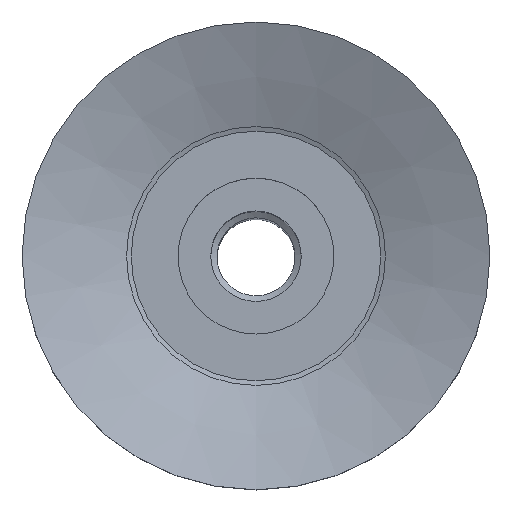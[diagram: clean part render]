
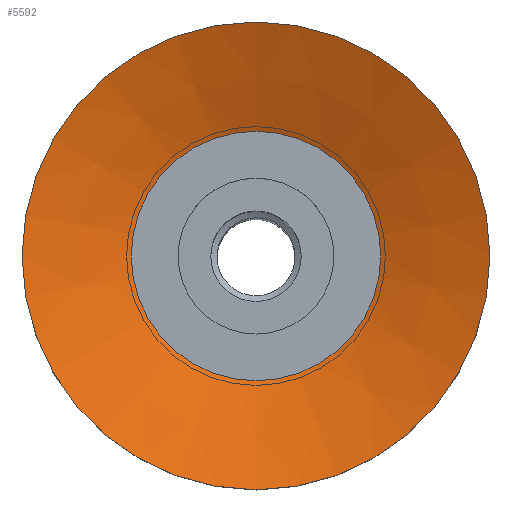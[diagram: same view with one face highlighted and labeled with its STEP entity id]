
A CAD part, top view. The second image highlights one B-rep face of the part: STEP entity #5592.
In plain terms, the highlighted conical face has half-angle 69.444 degrees and reference radius 15 mm.
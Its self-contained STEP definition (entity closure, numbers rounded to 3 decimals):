
#807 = CONICAL_SURFACE ( 'NONE', #2417, 15., 1.212 ) ;
#1041 = CARTESIAN_POINT ( 'NONE',  ( 0., 0., 0. ) ) ;
#1158 = CARTESIAN_POINT ( 'NONE',  ( 0., 2.625, 8. ) ) ;
#1482 = CARTESIAN_POINT ( 'NONE',  ( 0., 2.625, 0. ) ) ;
#1513 = DIRECTION ( 'NONE',  ( 0., 1., 0. ) ) ;
#1919 = CIRCLE ( 'NONE', #5526, 15. ) ;
#1927 = EDGE_CURVE ( 'NONE', #4503, #4503, #2557, .T. ) ;
#2145 = ORIENTED_EDGE ( 'NONE', *, *, #3944, .F. ) ;
#2296 = CARTESIAN_POINT ( 'NONE',  ( 0., 0., 15. ) ) ;
#2391 = VERTEX_POINT ( 'NONE', #2296 ) ;
#2417 = AXIS2_PLACEMENT_3D ( 'NONE', #1041, #4921, #2560 ) ;
#2557 = CIRCLE ( 'NONE', #4573, 8. ) ;
#2560 = DIRECTION ( 'NONE',  ( 0., 0., -1. ) ) ;
#2976 = FACE_OUTER_BOUND ( 'NONE', #6008, .T. ) ;
#3944 = EDGE_CURVE ( 'NONE', #2391, #2391, #1919, .T. ) ;
#4111 = DIRECTION ( 'NONE',  ( 0., 0., 1. ) ) ;
#4503 = VERTEX_POINT ( 'NONE', #1158 ) ;
#4573 = AXIS2_PLACEMENT_3D ( 'NONE', #1482, #1513, #4111 ) ;
#4921 = DIRECTION ( 'NONE',  ( 0., -1., 0. ) ) ;
#5291 = DIRECTION ( 'NONE',  ( 0., 0., 1. ) ) ;
#5526 = AXIS2_PLACEMENT_3D ( 'NONE', #6137, #5725, #5291 ) ;
#5572 = ORIENTED_EDGE ( 'NONE', *, *, #1927, .T. ) ;
#5592 = ADVANCED_FACE ( 'NONE', ( #5942, #2976 ), #807, .F. ) ;
#5609 = EDGE_LOOP ( 'NONE', ( #5572 ) ) ;
#5725 = DIRECTION ( 'NONE',  ( 0., 1., 0. ) ) ;
#5942 = FACE_BOUND ( 'NONE', #5609, .T. ) ;
#6008 = EDGE_LOOP ( 'NONE', ( #2145 ) ) ;
#6137 = CARTESIAN_POINT ( 'NONE',  ( 0., 0., 0. ) ) ;
